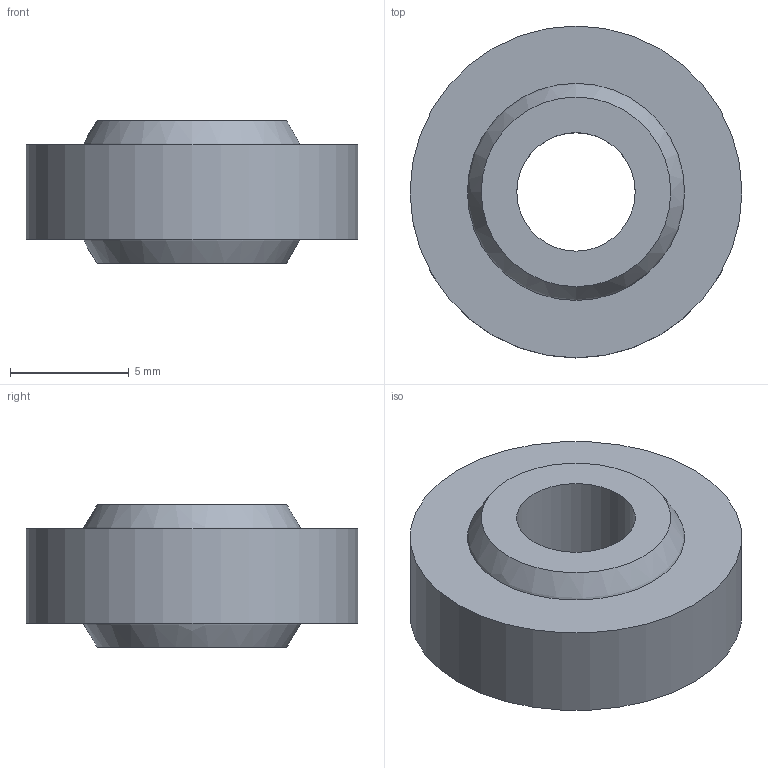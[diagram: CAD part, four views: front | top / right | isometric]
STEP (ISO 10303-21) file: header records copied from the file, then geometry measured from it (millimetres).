
FILE_DESCRIPTION(/* description */ (''),/* implementation_level */ '2;1');
FILE_NAME(/* name */ 'GE5C.step',/* time_stamp */ '2024-06-10T07:07:09+02:00',/* author */ (''),/* organization */ (''),/* preprocessor_version */ 'ST-DEVELOPER v20',/* originating_system */ 'Autodesk Translation Framework v13.14.0.145',/* authorisation */ '');
FILE_SCHEMA (('AUTOMOTIVE_DESIGN { 1 0 10303 214 3 1 1 }'));
Length unit declared in the file: millimetre
Products named in the file (2): (Unsaved); GE5C
Assembly tree (1 placements, depth 2):
  (Unsaved)
    GE5C
Bounding box: 14 x 14 x 6 mm (x, y, z)
Volume: 615.2 mm3; surface area: 821.5 mm2
Topology: 2 solids, 2 shells, 8 faces, 12 edges, 8 vertices
Faces by surface type: plane 4, cylinder 2, sphere 2
Full cylindrical faces by diameter (mm): 5 x1, 14 x1
Entity records: 253 total; most frequent: DIRECTION 44, CARTESIAN_POINT 31, ORIENTED_EDGE 24, AXIS2_PLACEMENT_3D 21, EDGE_LOOP 12, EDGE_CURVE 12, CIRCLE 10, FACE_OUTER_BOUND 8
